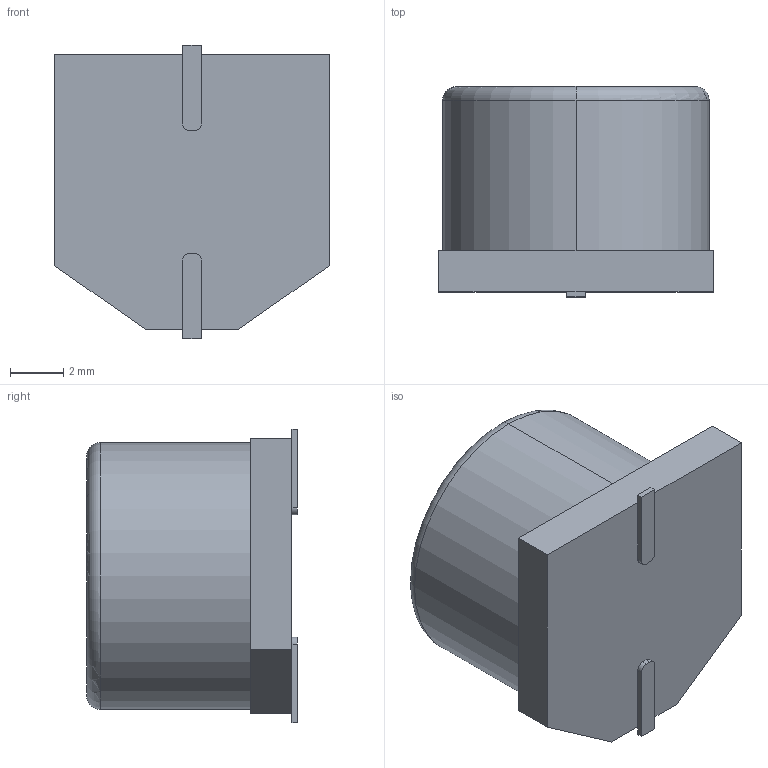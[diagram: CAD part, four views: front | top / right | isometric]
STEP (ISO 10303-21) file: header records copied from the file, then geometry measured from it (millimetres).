
FILE_DESCRIPTION (( 'STEP AP214' ), '1' );
FILE_NAME ('Aluminum Can Capacitor- 8mm Height.STEP', '2015-02-13T07:05:37', ( '' ), ( '' ), 'SwSTEP 2.0', 'SolidWorks 2014', '' );
FILE_SCHEMA (( 'AUTOMOTIVE_DESIGN' ));
Length unit declared in the file: inch
Products named in the file (1): Aluminum Can Capacitor- 8mm Height
Bounding box: 10.3 x 7.9 x 11 mm (x, y, z)
Volume: 633.9 mm3; surface area: 445 mm2
Topology: 1 solids, 1 shells, 32 faces, 79 edges, 50 vertices
Faces by surface type: plane 23, cylinder 7, torus 2
Entity records: 1394 total; most frequent: DIRECTION 164, CARTESIAN_POINT 162, ORIENTED_EDGE 158, EDGE_CURVE 79, LINE 60, VECTOR 60, AXIS2_PLACEMENT_3D 52, VERTEX_POINT 50
